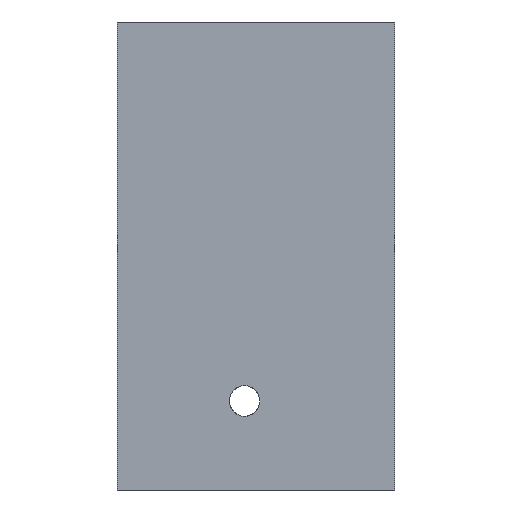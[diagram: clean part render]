
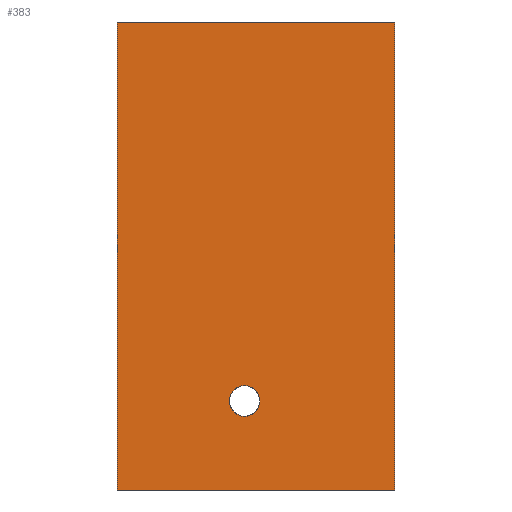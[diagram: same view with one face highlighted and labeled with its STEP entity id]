
A CAD part, front view. The second image highlights one B-rep face of the part: STEP entity #383.
In plain terms, the highlighted planar face has unit normal (0, -1, 0).
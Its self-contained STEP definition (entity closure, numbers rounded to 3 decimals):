
#178 = VERTEX_POINT('',#179);
#179 = CARTESIAN_POINT('',(25.4,-14.5,18.4));
#185 = EDGE_CURVE('',#178,#186,#188,.T.);
#186 = VERTEX_POINT('',#187);
#187 = CARTESIAN_POINT('',(14.5,-14.5,18.4));
#188 = LINE('',#189,#190);
#189 = CARTESIAN_POINT('',(25.4,-14.5,18.4));
#190 = VECTOR('',#191,1.);
#191 = DIRECTION('',(-1.,0.,0.));
#294 = EDGE_CURVE('',#295,#295,#297,.T.);
#295 = VERTEX_POINT('',#296);
#296 = CARTESIAN_POINT('',(20.1,-14.5,3.5));
#297 = CIRCLE('',#298,0.6);
#298 = AXIS2_PLACEMENT_3D('',#299,#300,#301);
#299 = CARTESIAN_POINT('',(19.5,-14.5,3.5));
#300 = DIRECTION('',(0.,-1.,0.));
#301 = DIRECTION('',(1.,0.,0.));
#332 = VERTEX_POINT('',#333);
#333 = CARTESIAN_POINT('',(14.5,-14.5,0.));
#339 = EDGE_CURVE('',#332,#186,#340,.T.);
#340 = LINE('',#341,#342);
#341 = CARTESIAN_POINT('',(14.5,-14.5,0.));
#342 = VECTOR('',#343,1.);
#343 = DIRECTION('',(0.,0.,1.));
#365 = VERTEX_POINT('',#366);
#366 = CARTESIAN_POINT('',(25.4,-14.5,0.));
#372 = EDGE_CURVE('',#365,#332,#373,.T.);
#373 = LINE('',#374,#375);
#374 = CARTESIAN_POINT('',(25.4,-14.5,0.));
#375 = VECTOR('',#376,1.);
#376 = DIRECTION('',(-1.,0.,0.));
#383 = ADVANCED_FACE('',(#384,#395),#398,.T.);
#384 = FACE_BOUND('',#385,.T.);
#385 = EDGE_LOOP('',(#386,#392,#393,#394));
#386 = ORIENTED_EDGE('',*,*,#387,.T.);
#387 = EDGE_CURVE('',#365,#178,#388,.T.);
#388 = LINE('',#389,#390);
#389 = CARTESIAN_POINT('',(25.4,-14.5,0.));
#390 = VECTOR('',#391,1.);
#391 = DIRECTION('',(0.,0.,1.));
#392 = ORIENTED_EDGE('',*,*,#185,.T.);
#393 = ORIENTED_EDGE('',*,*,#339,.F.);
#394 = ORIENTED_EDGE('',*,*,#372,.F.);
#395 = FACE_BOUND('',#396,.T.);
#396 = EDGE_LOOP('',(#397));
#397 = ORIENTED_EDGE('',*,*,#294,.F.);
#398 = PLANE('',#399);
#399 = AXIS2_PLACEMENT_3D('',#400,#401,#402);
#400 = CARTESIAN_POINT('',(19.95,-14.5,9.2));
#401 = DIRECTION('',(0.,-1.,0.));
#402 = DIRECTION('',(-1.,0.,0.));
